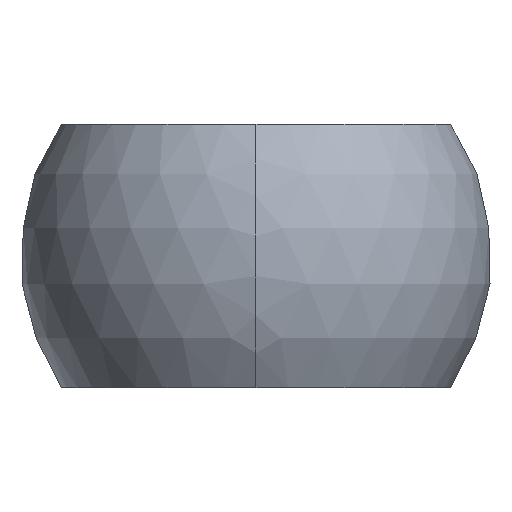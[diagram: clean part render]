
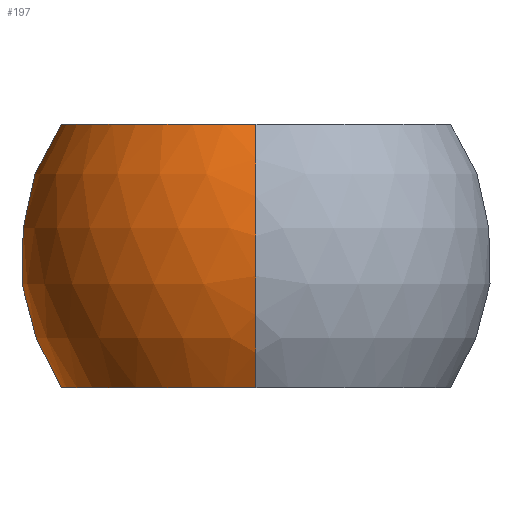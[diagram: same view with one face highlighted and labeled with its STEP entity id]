
A CAD part, left-side view. The second image highlights one B-rep face of the part: STEP entity #197.
In plain terms, the highlighted spherical face has radius 12.5 mm.
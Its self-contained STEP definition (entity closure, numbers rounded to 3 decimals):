
#135=EDGE_CURVE('',#259,#169,#326,.T.);
#157=EDGE_CURVE('',#235,#215,#351,.T.);
#169=VERTEX_POINT('',#364);
#173=EDGE_CURVE('',#215,#259,#368,.T.);
#197=ADVANCED_FACE('',(#394),#395,.T.);
#215=VERTEX_POINT('',#419);
#235=VERTEX_POINT('',#442);
#259=VERTEX_POINT('',#467);
#271=EDGE_CURVE('',#169,#235,#479,.T.);
#326=CIRCLE('',#569,10.356);
#351=CIRCLE('',#638,10.356);
#364=CARTESIAN_POINT('',(-10.356,0.,7.0));
#368=CIRCLE('',#660,9.434);
#394=FACE_OUTER_BOUND('',#731,.T.);
#395=SPHERICAL_SURFACE('',#732,12.5);
#419=CARTESIAN_POINT('',(8.201,6.325,-7.0));
#442=CARTESIAN_POINT('',(-10.356,0.,-7.0));
#467=CARTESIAN_POINT('',(8.201,6.325,7.0));
#479=CIRCLE('',#878,12.5);
#569=AXIS2_PLACEMENT_3D('',#924,#925,#926);
#638=AXIS2_PLACEMENT_3D('',#959,#960,#961);
#660=AXIS2_PLACEMENT_3D('',#972,#973,#974);
#731=EDGE_LOOP('',(#1006,#1007,#1008,#1009));
#732=AXIS2_PLACEMENT_3D('',#1010,#1011,#1012);
#878=AXIS2_PLACEMENT_3D('',#1124,#1125,#1126);
#924=CARTESIAN_POINT('',(0.0,0.0,7.0));
#925=DIRECTION('',(0.0,-0.0,1.0));
#926=DIRECTION('',(0.0,1.0,0.0));
#959=CARTESIAN_POINT('',(0.0,0.0,-7.0));
#960=DIRECTION('',(-0.0,-0.0,-1.0));
#961=DIRECTION('',(0.0,-1.0,0.0));
#972=CARTESIAN_POINT('',(8.201,0.0,0.0));
#973=DIRECTION('',(1.0,0.0,0.0));
#974=DIRECTION('',(0.0,1.0,0.0));
#1006=ORIENTED_EDGE('',*,*,#271,.F.);
#1007=ORIENTED_EDGE('',*,*,#135,.F.);
#1008=ORIENTED_EDGE('',*,*,#173,.F.);
#1009=ORIENTED_EDGE('',*,*,#157,.F.);
#1010=CARTESIAN_POINT('',(0.0,0.0,0.0));
#1011=DIRECTION('',(0.0,0.0,1.0));
#1012=DIRECTION('',(1.0,0.0,0.0));
#1124=CARTESIAN_POINT('',(0.0,0.0,0.0));
#1125=DIRECTION('',(0.,-1.0,0.0));
#1126=DIRECTION('',(0.0,0.0,1.0));
